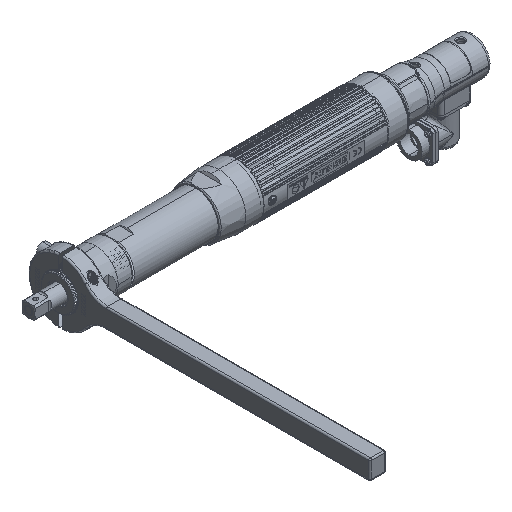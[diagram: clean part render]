
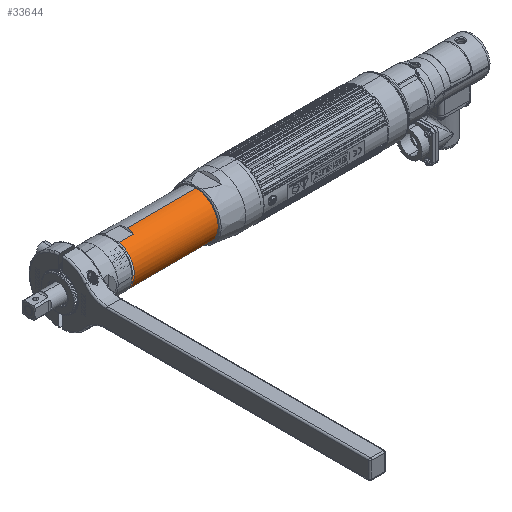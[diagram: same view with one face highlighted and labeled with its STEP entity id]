
A CAD part, isometric view. The second image highlights one B-rep face of the part: STEP entity #33644.
In plain terms, the highlighted cylindrical face has radius 21.844 mm (diameter 43.688 mm), a partial arc.
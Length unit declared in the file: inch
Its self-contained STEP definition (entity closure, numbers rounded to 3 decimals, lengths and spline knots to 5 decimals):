
#32322=CARTESIAN_POINT('',(-6.4145,0.005,0.));
#32323=DIRECTION('',(1.,0.,0.));
#32324=DIRECTION('',(0.,0.,1.));
#32325=AXIS2_PLACEMENT_3D('',#32322,#32323,#32324);
#32327=DIRECTION('',(1.,0.,0.));
#32328=VECTOR('',#32327,3.32685);
#32329=CARTESIAN_POINT('',(-9.74135,0.005,-0.86));
#32330=LINE('',#32329,#32328);
#32331=CARTESIAN_POINT('',(-10.3215,0.005,0.));
#32332=DIRECTION('',(-1.,0.,0.));
#32333=DIRECTION('',(0.,-0.332,-0.943));
#32334=AXIS2_PLACEMENT_3D('',#32331,#32332,#32333);
#32336=DIRECTION('',(1.,0.,0.));
#32337=VECTOR('',#32336,3.32685);
#32338=CARTESIAN_POINT('',(-9.74135,0.005,0.86));
#32339=LINE('',#32338,#32337);
#33387=DIRECTION('',(-1.,0.,0.));
#33388=VECTOR('',#33387,0.552);
#33389=CARTESIAN_POINT('',(-9.7695,-0.28044,0.81125));
#33390=LINE('',#33389,#33388);
#33429=CARTESIAN_POINT('',(-9.74135,0.005,0.86));
#33435=CARTESIAN_POINT('',(-9.7695,-0.28044,0.81125));
#33436=CARTESIAN_POINT('',(-9.7602,-0.23466,
0.82735));
#33437=CARTESIAN_POINT('',(-9.74623,-0.14131,
0.85155));
#33438=CARTESIAN_POINT('',(-9.74135,-0.04441,0.86));
#33439=CARTESIAN_POINT('',(-9.74135,0.005,0.86));
#33487=DIRECTION('',(-1.,0.,0.));
#33488=VECTOR('',#33487,0.552);
#33489=CARTESIAN_POINT('',(-9.7695,-0.28044,-0.81125));
#33490=LINE('',#33489,#33488);
#33499=CARTESIAN_POINT('',(-9.74135,0.005,-0.86));
#33501=CARTESIAN_POINT('',(-9.74135,0.005,-0.86));
#33502=CARTESIAN_POINT('',(-9.74135,-0.04441,-0.86));
#33503=CARTESIAN_POINT('',(-9.74623,-0.14131,
-0.85155));
#33504=CARTESIAN_POINT('',(-9.7602,-0.23466,
-0.82735));
#33505=CARTESIAN_POINT('',(-9.7695,-0.28044,-0.81125));
#33515=VERTEX_POINT('',#33429);
#33516=CARTESIAN_POINT('',(-9.7695,-0.28044,0.81125));
#33517=CARTESIAN_POINT('',(-10.3215,-0.28044,0.81125));
#33518=VERTEX_POINT('',#33516);
#33519=VERTEX_POINT('',#33517);
#33528=VERTEX_POINT('',#33499);
#33529=CARTESIAN_POINT('',(-9.7695,-0.28044,-0.81125));
#33530=CARTESIAN_POINT('',(-10.3215,-0.28044,-0.81125));
#33531=VERTEX_POINT('',#33529);
#33532=VERTEX_POINT('',#33530);
#33539=CARTESIAN_POINT('',(-6.4145,0.005,-0.86));
#33540=CARTESIAN_POINT('',(-6.4145,0.005,0.86));
#33541=VERTEX_POINT('',#33539);
#33542=VERTEX_POINT('',#33540);
#33623=CARTESIAN_POINT('',(-5.80993,0.005,0.));
#33624=DIRECTION('',(-1.,0.,0.));
#33625=DIRECTION('',(0.,0.,1.));
#33626=AXIS2_PLACEMENT_3D('',#33623,#33624,#33625);
#33627=CYLINDRICAL_SURFACE('',#33626,0.86);
#33629=ORIENTED_EDGE('',*,*,#33628,.T.);
#33630=ORIENTED_EDGE('',*,*,#33618,.F.);
#33632=ORIENTED_EDGE('',*,*,#33631,.T.);
#33634=ORIENTED_EDGE('',*,*,#33633,.T.);
#33636=ORIENTED_EDGE('',*,*,#33635,.T.);
#33638=ORIENTED_EDGE('',*,*,#33637,.F.);
#33640=ORIENTED_EDGE('',*,*,#33639,.T.);
#33641=ORIENTED_EDGE('',*,*,#33606,.T.);
#33642=EDGE_LOOP('',(#33629,#33630,#33632,#33634,#33636,#33638,#33640,#33641));
#33643=FACE_OUTER_BOUND('',#33642,.F.);
#33644=ADVANCED_FACE('',(#33643),#33627,.T.);
#32326=CIRCLE('',#32325,0.86);
#32335=CIRCLE('',#32334,0.86);
#33440=B_SPLINE_CURVE_WITH_KNOTS('',3,(#33435,#33436,#33437,#33438,#33439),
.UNSPECIFIED.,.F.,.F.,(4,1,4),(0.,0.5,1.),.UNSPECIFIED.);
#33506=B_SPLINE_CURVE_WITH_KNOTS('',3,(#33501,#33502,#33503,#33504,#33505),
.UNSPECIFIED.,.F.,.F.,(4,1,4),(0.,0.5,1.),.UNSPECIFIED.);
#33606=EDGE_CURVE('',#33515,#33542,#32339,.T.);
#33618=EDGE_CURVE('',#33528,#33541,#32330,.T.);
#33628=EDGE_CURVE('',#33542,#33541,#32326,.T.);
#33631=EDGE_CURVE('',#33528,#33531,#33506,.T.);
#33633=EDGE_CURVE('',#33531,#33532,#33490,.T.);
#33635=EDGE_CURVE('',#33532,#33519,#32335,.T.);
#33637=EDGE_CURVE('',#33518,#33519,#33390,.T.);
#33639=EDGE_CURVE('',#33518,#33515,#33440,.T.);
